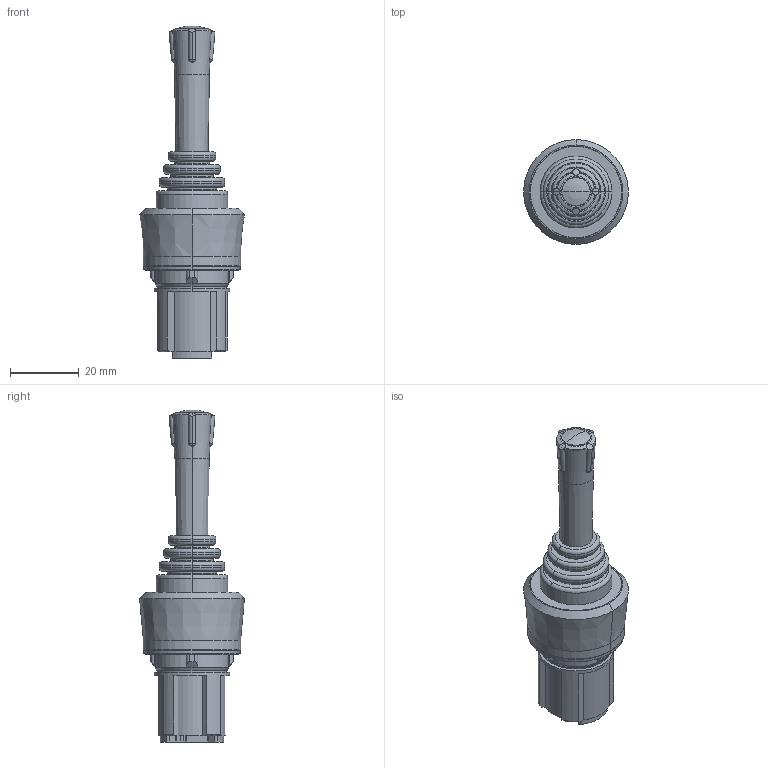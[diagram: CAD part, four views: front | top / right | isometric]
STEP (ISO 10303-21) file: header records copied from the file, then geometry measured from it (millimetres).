
FILE_DESCRIPTION(('STEP AP214'),'1');
FILE_NAME('cctmp_B9F17EFE-98BA-442E-8DF6-549E98450787_2023_07_21_17_42_45_0408..stp','2023-07-21T15:42:45',('SIEMENS A&D'),('CADClick - www.CADClick.com'),'Spatial InterOp 3D postprocessed',' ','unknown authorization');
FILE_SCHEMA(('AUTOMOTIVE_DESIGN'));
Length unit declared in the file: millimetre
Products named in the file (1): 2023_07_21_17_42_45_0387
Bounding box: 30.6 x 30.6 x 96.91 mm (x, y, z)
Volume: 26722.4 mm3; surface area: 10474.4 mm2
Topology: 1 solids, 2 shells, 237 faces, 590 edges, 369 vertices
Faces by surface type: cylinder 84, plane 75, torus 46, cone 22, sphere 10
Entity records: 12076 total; most frequent: CARTESIAN_POINT 1879, DIRECTION 1256, STYLED_ITEM 1187, PRESENTATION_STYLE_ASSIGNMENT 1187, ORIENTED_EDGE 1160, EDGE_CURVE 580, CURVE_STYLE 580, DRAUGHTING_PRE_DEFINED_CURVE_FONT 580
